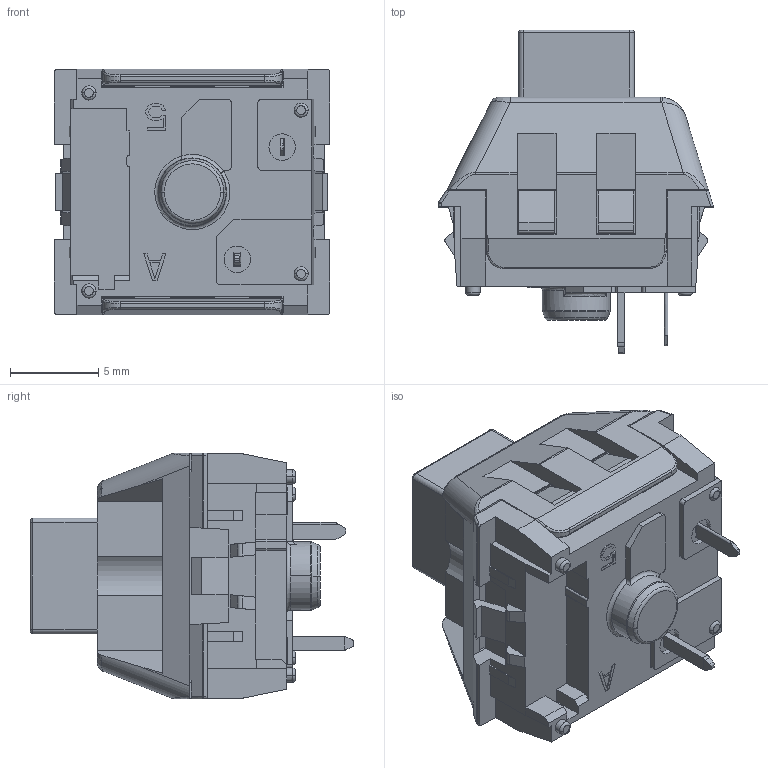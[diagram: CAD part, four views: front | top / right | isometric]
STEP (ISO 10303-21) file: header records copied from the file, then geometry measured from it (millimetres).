
FILE_DESCRIPTION((''),'2;1');
FILE_NAME('CPG1511F01S02-S02-1-3D','2020-05-08T',('eng13'),(''),'PRO/ENGINEER BY PARAMETRIC TECHNOLOGY CORPORATION, 2014090','PRO/ENGINEER BY PARAMETRIC TECHNOLOGY CORPORATION, 2014090','');
FILE_SCHEMA(('CONFIG_CONTROL_DESIGN'));
Length unit declared in the file: millimetre
Products named in the file (1): CPG1511F01S02-S02-1-3D
Bounding box: 15.56 x 18.3 x 13.9 mm (x, y, z)
Volume: 1792.9 mm3; surface area: 1591.9 mm2
Topology: 1 solids, 4 shells, 851 faces, 2394 edges, 1560 vertices
Faces by surface type: plane 537, cylinder 161, extrusion 90, bspline 22, torus 20, cone 15, sphere 6
Entity records: 29209 total; most frequent: CARTESIAN_POINT 7762, ORIENTED_EDGE 4776, DIRECTION 3929, EDGE_CURVE 2388, VECTOR 1743, LINE 1653, VERTEX_POINT 1560, AXIS2_PLACEMENT_3D 1093
